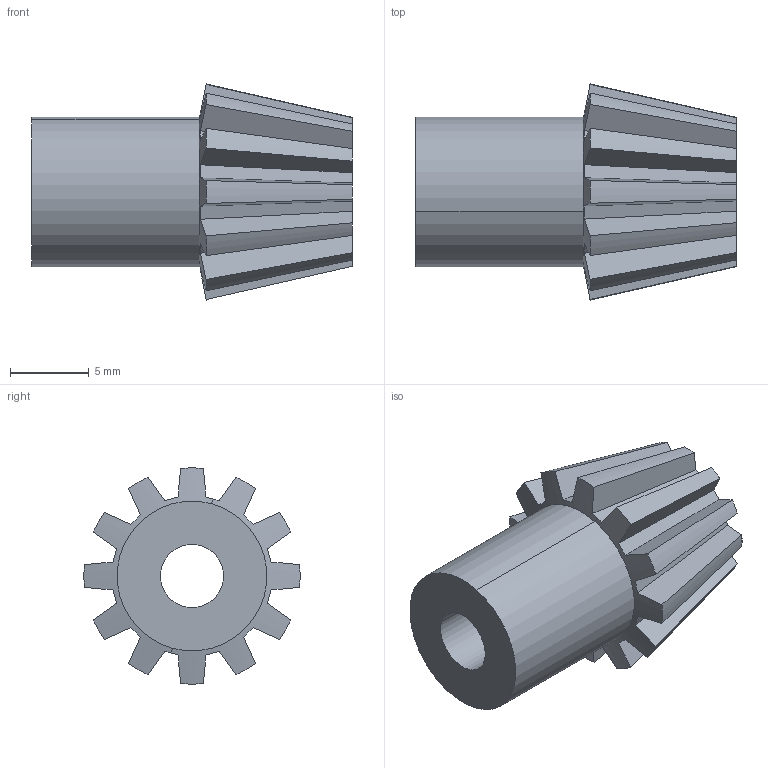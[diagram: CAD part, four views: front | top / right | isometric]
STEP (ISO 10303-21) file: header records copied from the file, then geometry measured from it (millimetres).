
FILE_DESCRIPTION(('STEP AP214'),'1');
FILE_NAME('p101260-12.stp','2019-08-13T11:38:24',('TraceParts'),('TraceParts S.A.'),'Spatial InterOp 3D',' ',' ');
FILE_SCHEMA(('AUTOMOTIVE_DESIGN { 1 0 10303 214 1 1 1 1 }'));
Length unit declared in the file: millimetre
Products named in the file (1): p101260-12
Bounding box: 20.3 x 13.69 x 13.69 mm (x, y, z)
Volume: 1296.6 mm3; surface area: 1301.2 mm2
Topology: 1 solids, 1 shells, 68 faces, 196 edges, 130 vertices
Faces by surface type: plane 38, cone 26, cylinder 4
Entity records: 2185 total; most frequent: CARTESIAN_POINT 519, ORIENTED_EDGE 392, DIRECTION 316, EDGE_CURVE 196, VERTEX_POINT 130, AXIS2_PLACEMENT_3D 113, LINE 90, VECTOR 90
